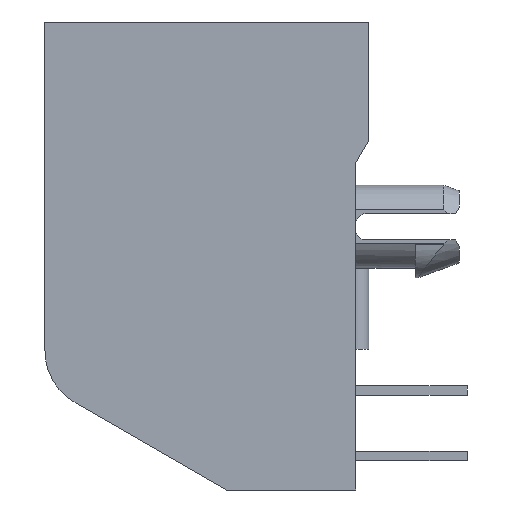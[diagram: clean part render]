
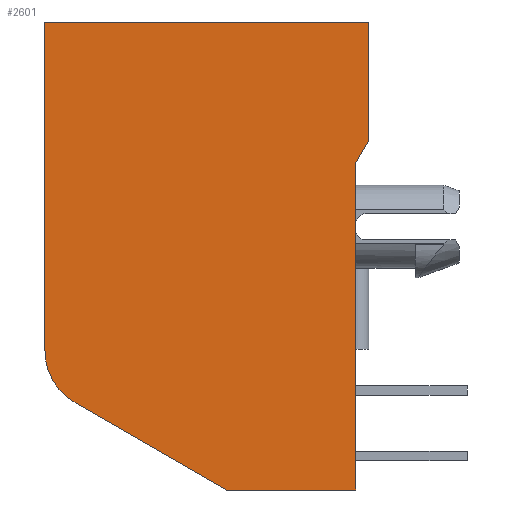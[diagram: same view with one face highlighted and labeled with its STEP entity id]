
A CAD part, left-side view. The second image highlights one B-rep face of the part: STEP entity #2601.
In plain terms, the highlighted planar face has unit normal (-1, 0, 0).
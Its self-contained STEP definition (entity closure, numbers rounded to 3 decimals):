
#2=DIRECTION('',(0.,-1.,0.));
#3=VECTOR('',#2,12.573);
#4=CARTESIAN_POINT('',(-7.658,6.287,0.));
#5=LINE('',#4,#3);
#6=DIRECTION('',(0.,0.,-1.));
#7=VECTOR('',#6,4.581);
#8=CARTESIAN_POINT('',(-7.658,-6.287,0.));
#9=LINE('',#8,#7);
#10=DIRECTION('',(0.,0.5,-0.866));
#11=VECTOR('',#10,1.016);
#12=CARTESIAN_POINT('',(-7.658,-6.287,-4.581));
#13=LINE('',#12,#11);
#14=DIRECTION('',(0.,0.,-1.));
#15=VECTOR('',#14,12.7);
#16=CARTESIAN_POINT('',(-7.658,-5.779,-5.461));
#17=LINE('',#16,#15);
#18=DIRECTION('',(0.,1.,0.));
#19=VECTOR('',#18,5.029);
#20=CARTESIAN_POINT('',(-7.658,-5.779,-18.161));
#21=LINE('',#20,#19);
#22=DIRECTION('',(0.,0.866,0.5));
#23=VECTOR('',#22,6.775);
#24=CARTESIAN_POINT('',(-7.658,-0.749,-18.161));
#25=LINE('',#24,#23);
#26=CARTESIAN_POINT('',(-7.658,3.95,-12.75));
#27=DIRECTION('',(1.,0.,0.));
#28=DIRECTION('',(0.,0.5,-0.866));
#29=AXIS2_PLACEMENT_3D('',#26,#27,#28);
#31=DIRECTION('',(0.,0.,1.));
#32=VECTOR('',#31,12.75);
#33=CARTESIAN_POINT('',(-7.658,6.287,-12.75));
#34=LINE('',#33,#32);
#1976=CARTESIAN_POINT('',(-7.658,-6.287,0.));
#1977=CARTESIAN_POINT('',(-7.658,-6.287,-4.581));
#1978=VERTEX_POINT('',#1976);
#1979=VERTEX_POINT('',#1977);
#1980=CARTESIAN_POINT('',(-7.658,-5.779,-5.461));
#1981=VERTEX_POINT('',#1980);
#1982=CARTESIAN_POINT('',(-7.658,-5.779,-18.161));
#1983=VERTEX_POINT('',#1982);
#1984=CARTESIAN_POINT('',(-7.658,-0.749,-18.161));
#1985=VERTEX_POINT('',#1984);
#1986=CARTESIAN_POINT('',(-7.658,5.118,-14.773));
#1987=VERTEX_POINT('',#1986);
#1988=CARTESIAN_POINT('',(-7.658,6.287,-12.75));
#1989=CARTESIAN_POINT('',(-7.658,6.287,0.));
#1990=VERTEX_POINT('',#1988);
#1991=VERTEX_POINT('',#1989);
#2578=CARTESIAN_POINT('',(-7.658,0.,0.));
#2579=DIRECTION('',(1.,0.,0.));
#2580=DIRECTION('',(0.,0.,-1.));
#2581=AXIS2_PLACEMENT_3D('',#2578,#2579,#2580);
#2582=PLANE('',#2581);
#2584=ORIENTED_EDGE('',*,*,#2583,.T.);
#2586=ORIENTED_EDGE('',*,*,#2585,.T.);
#2588=ORIENTED_EDGE('',*,*,#2587,.T.);
#2590=ORIENTED_EDGE('',*,*,#2589,.T.);
#2592=ORIENTED_EDGE('',*,*,#2591,.T.);
#2594=ORIENTED_EDGE('',*,*,#2593,.T.);
#2596=ORIENTED_EDGE('',*,*,#2595,.T.);
#2598=ORIENTED_EDGE('',*,*,#2597,.T.);
#2599=EDGE_LOOP('',(#2584,#2586,#2588,#2590,#2592,#2594,#2596,#2598));
#2600=FACE_OUTER_BOUND('',#2599,.F.);
#2601=ADVANCED_FACE('',(#2600),#2582,.F.);
#30=CIRCLE('',#29,2.337);
#2583=EDGE_CURVE('',#1991,#1978,#5,.T.);
#2585=EDGE_CURVE('',#1978,#1979,#9,.T.);
#2587=EDGE_CURVE('',#1979,#1981,#13,.T.);
#2589=EDGE_CURVE('',#1981,#1983,#17,.T.);
#2591=EDGE_CURVE('',#1983,#1985,#21,.T.);
#2593=EDGE_CURVE('',#1985,#1987,#25,.T.);
#2595=EDGE_CURVE('',#1987,#1990,#30,.T.);
#2597=EDGE_CURVE('',#1990,#1991,#34,.T.);
